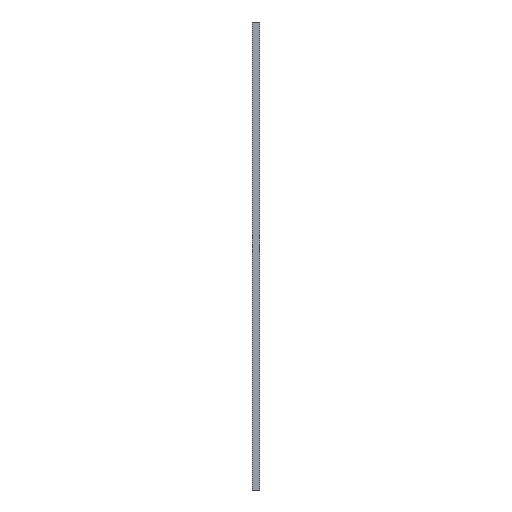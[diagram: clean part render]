
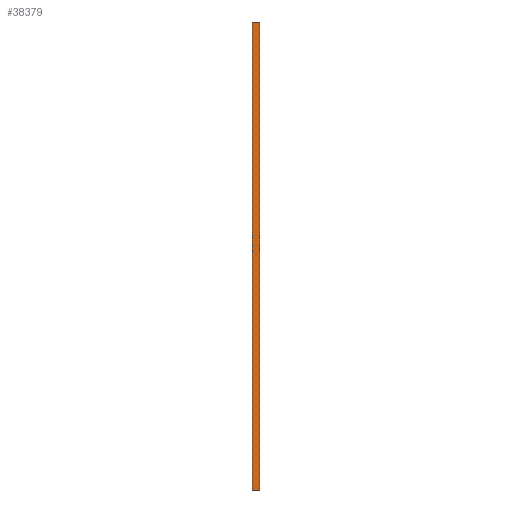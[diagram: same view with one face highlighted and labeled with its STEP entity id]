
A CAD part, left-side view. The second image highlights one B-rep face of the part: STEP entity #38379.
In plain terms, the highlighted planar face has unit normal (-1, 0, 0).
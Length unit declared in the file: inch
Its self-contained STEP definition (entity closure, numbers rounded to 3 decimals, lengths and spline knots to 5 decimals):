
#1003 = DIRECTION ( 'NONE',  ( 0., 0., 1. ) ) ;
#1772 = CARTESIAN_POINT ( 'NONE',  ( -49.6565, 0.739, 0. ) ) ;
#3418 = VERTEX_POINT ( 'NONE', #12991 ) ;
#3517 = CARTESIAN_POINT ( 'NONE',  ( -49.6565, 0.739, 22.60149 ) ) ;
#5380 = LINE ( 'NONE', #19963, #26592 ) ;
#6898 = DIRECTION ( 'NONE',  ( 0., -1., 0. ) ) ;
#7813 = EDGE_CURVE ( 'NONE', #28237, #3418, #31497, .T. ) ;
#9033 = ORIENTED_EDGE ( 'NONE', *, *, #44565, .T. ) ;
#9934 = EDGE_CURVE ( 'NONE', #52967, #30561, #53307, .T. ) ;
#10058 = ORIENTED_EDGE ( 'NONE', *, *, #7813, .T. ) ;
#10770 = EDGE_LOOP ( 'NONE', ( #9033, #31329, #20632, #10058 ) ) ;
#11192 = CARTESIAN_POINT ( 'NONE',  ( -49.6565, 0.739, -25.39851 ) ) ;
#12991 = CARTESIAN_POINT ( 'NONE',  ( -49.6565, 0., -25.39851 ) ) ;
#17212 = PLANE ( 'NONE',  #46708 ) ;
#19963 = CARTESIAN_POINT ( 'NONE',  ( -49.6565, 0.739, 0. ) ) ;
#20119 = EDGE_CURVE ( 'NONE', #28237, #52967, #5380, .T. ) ;
#20632 = ORIENTED_EDGE ( 'NONE', *, *, #20119, .F. ) ;
#22920 = FACE_OUTER_BOUND ( 'NONE', #10770, .T. ) ;
#25659 = DIRECTION ( 'NONE',  ( 0., -1., 0. ) ) ;
#26015 = CARTESIAN_POINT ( 'NONE',  ( -49.6565, 0.739, 22.60149 ) ) ;
#26591 = DIRECTION ( 'NONE',  ( 0., 0., -1. ) ) ;
#26592 = VECTOR ( 'NONE', #28424, 39.37008 ) ;
#28237 = VERTEX_POINT ( 'NONE', #49743 ) ;
#28424 = DIRECTION ( 'NONE',  ( 0., 0., 1. ) ) ;
#30561 = VERTEX_POINT ( 'NONE', #40693 ) ;
#31329 = ORIENTED_EDGE ( 'NONE', *, *, #9934, .F. ) ;
#31497 = LINE ( 'NONE', #11192, #40835 ) ;
#33090 = CARTESIAN_POINT ( 'NONE',  ( -49.6565, 0., 0. ) ) ;
#38379 = ADVANCED_FACE ( 'NONE', ( #22920 ), #17212, .F. ) ;
#40693 = CARTESIAN_POINT ( 'NONE',  ( -49.6565, 0., 22.60149 ) ) ;
#40835 = VECTOR ( 'NONE', #6898, 39.37008 ) ;
#44565 = EDGE_CURVE ( 'NONE', #3418, #30561, #51470, .T. ) ;
#46708 = AXIS2_PLACEMENT_3D ( 'NONE', #1772, #51992, #26591 ) ;
#47942 = VECTOR ( 'NONE', #25659, 39.37008 ) ;
#49743 = CARTESIAN_POINT ( 'NONE',  ( -49.6565, 0.739, -25.39851 ) ) ;
#50788 = VECTOR ( 'NONE', #1003, 39.37008 ) ;
#51470 = LINE ( 'NONE', #33090, #50788 ) ;
#51992 = DIRECTION ( 'NONE',  ( 1., 0., 0. ) ) ;
#52967 = VERTEX_POINT ( 'NONE', #3517 ) ;
#53307 = LINE ( 'NONE', #26015, #47942 ) ;
